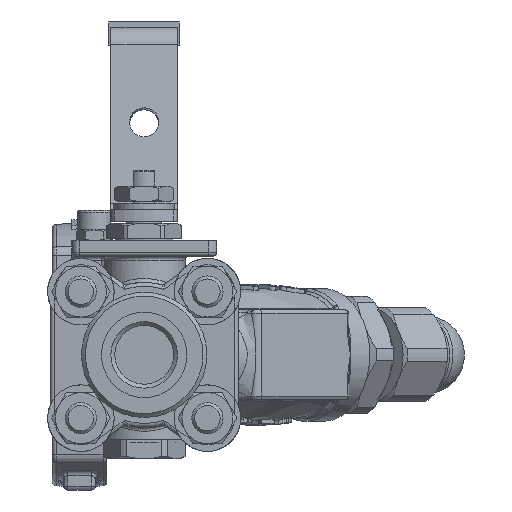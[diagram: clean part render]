
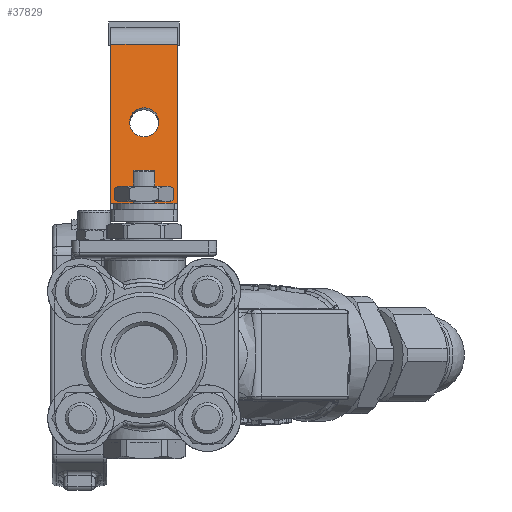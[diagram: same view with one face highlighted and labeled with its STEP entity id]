
A CAD part, left-side view. The second image highlights one B-rep face of the part: STEP entity #37829.
In plain terms, the highlighted planar face has unit normal (-0.985, 0, 0.174).
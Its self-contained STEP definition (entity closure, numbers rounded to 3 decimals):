
#3814=FACE_BOUND('',#8611,.T.);
#4362=PLANE('',#41334);
#6164=FACE_OUTER_BOUND('',#8610,.T.);
#8610=EDGE_LOOP('',(#31046,#31047,#31048,#31049));
#8611=EDGE_LOOP('',(#31050));
#10535=LINE('',#72890,#12344);
#10540=LINE('',#72904,#12349);
#10559=LINE('',#72960,#12368);
#10560=LINE('',#72961,#12369);
#12344=VECTOR('',#49073,10.);
#12349=VECTOR('',#49088,10.);
#12368=VECTOR('',#49147,10.);
#12369=VECTOR('',#49148,10.);
#14518=CIRCLE('',#41313,3.75);
#17225=VERTEX_POINT('',#72887);
#17226=VERTEX_POINT('',#72889);
#17229=VERTEX_POINT('',#72897);
#17230=VERTEX_POINT('',#72903);
#17247=VERTEX_POINT('',#72959);
#22044=EDGE_CURVE('',#17225,#17226,#10535,.T.);
#22049=EDGE_CURVE('',#17229,#17229,#14518,.T.);
#22052=EDGE_CURVE('',#17226,#17230,#10540,.T.);
#22080=EDGE_CURVE('',#17230,#17247,#10559,.T.);
#22081=EDGE_CURVE('',#17247,#17225,#10560,.T.);
#31046=ORIENTED_EDGE('',*,*,#22080,.F.);
#31047=ORIENTED_EDGE('',*,*,#22052,.F.);
#31048=ORIENTED_EDGE('',*,*,#22044,.F.);
#31049=ORIENTED_EDGE('',*,*,#22081,.F.);
#31050=ORIENTED_EDGE('',*,*,#22049,.T.);
#37829=ADVANCED_FACE('',(#6164,#3814),#4362,.T.);
#41313=AXIS2_PLACEMENT_3D('',#72899,#49082,#49083);
#41334=AXIS2_PLACEMENT_3D('',#72958,#49145,#49146);
#49073=DIRECTION('',(0.,-1.,0.));
#49082=DIRECTION('center_axis',(0.985,0.,
-0.174));
#49083=DIRECTION('ref_axis',(-0.174,0.,-0.985));
#49088=DIRECTION('',(-0.174,0.,-0.985));
#49145=DIRECTION('center_axis',(-0.985,0.,
0.174));
#49146=DIRECTION('ref_axis',(0.174,0.,0.985));
#49147=DIRECTION('',(0.,1.,0.));
#49148=DIRECTION('',(0.174,0.,0.985));
#72887=CARTESIAN_POINT('',(-159.433,27.333,77.851));
#72889=CARTESIAN_POINT('',(-159.433,10.333,77.851));
#72890=CARTESIAN_POINT('',(-159.433,18.833,77.851));
#72897=CARTESIAN_POINT('',(-162.303,18.833,61.576));
#72899=CARTESIAN_POINT('Origin',(-162.954,18.833,57.883));
#72903=CARTESIAN_POINT('',(-166.594,10.333,37.236));
#72904=CARTESIAN_POINT('',(-166.886,10.333,35.583));
#72958=CARTESIAN_POINT('Origin',(-166.886,18.833,35.583));
#72959=CARTESIAN_POINT('',(-166.594,27.333,37.236));
#72960=CARTESIAN_POINT('',(-166.594,18.833,37.236));
#72961=CARTESIAN_POINT('',(-166.886,27.333,35.583));
